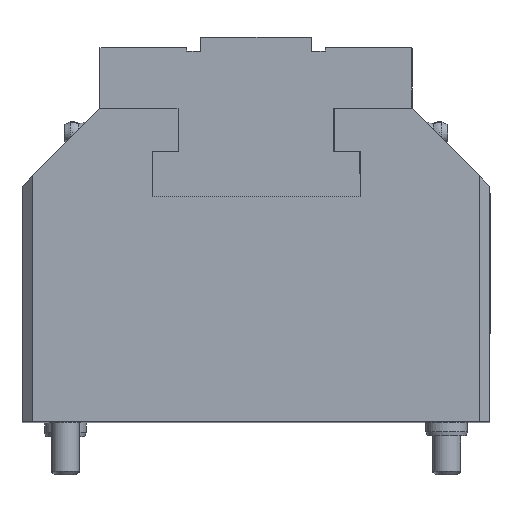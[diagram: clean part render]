
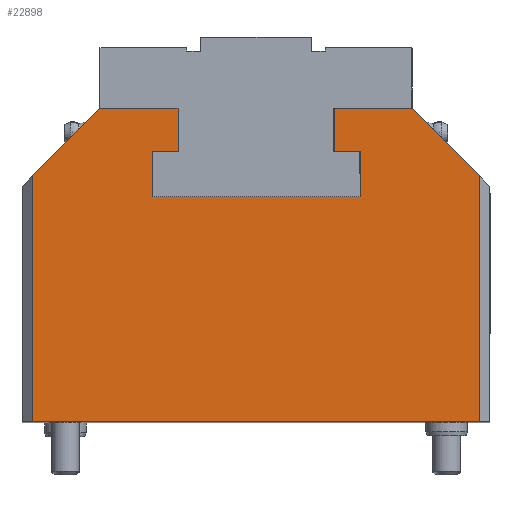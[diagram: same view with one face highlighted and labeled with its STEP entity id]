
A CAD part, top view. The second image highlights one B-rep face of the part: STEP entity #22898.
In plain terms, the highlighted planar face has unit normal (0, 0, 1).
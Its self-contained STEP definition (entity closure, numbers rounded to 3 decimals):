
#7149=CARTESIAN_POINT('',(-34.963,30.641,160.0));
#7150=VERTEX_POINT('',#7149);
#7151=CARTESIAN_POINT('',(-12.463,30.641,160.0));
#7152=VERTEX_POINT('',#7151);
#7153=CARTESIAN_POINT('',(-34.963,30.641,160.0));
#7154=DIRECTION('',(1.0,0.0,0.0));
#7155=VECTOR('',#7154,22.5);
#7156=LINE('',#7153,#7155);
#7157=EDGE_CURVE('',#7150,#7152,#7156,.T.);
#7189=CARTESIAN_POINT('',(-12.463,18.141,160.0));
#7190=VERTEX_POINT('',#7189);
#7191=CARTESIAN_POINT('',(-12.463,30.641,160.0));
#7192=DIRECTION('',(0.0,-1.0,0.0));
#7193=VECTOR('',#7192,12.5);
#7194=LINE('',#7191,#7193);
#7195=EDGE_CURVE('',#7152,#7190,#7194,.T.);
#7220=CARTESIAN_POINT('',(-19.963,18.141,160.0));
#7221=VERTEX_POINT('',#7220);
#7222=CARTESIAN_POINT('',(-12.463,18.141,160.0));
#7223=DIRECTION('',(-1.0,0.0,0.0));
#7224=VECTOR('',#7223,7.5);
#7225=LINE('',#7222,#7224);
#7226=EDGE_CURVE('',#7190,#7221,#7225,.T.);
#7251=CARTESIAN_POINT('',(-19.963,5.141,160.0));
#7252=VERTEX_POINT('',#7251);
#7253=CARTESIAN_POINT('',(-19.963,18.141,160.0));
#7254=DIRECTION('',(0.0,-1.0,0.0));
#7255=VECTOR('',#7254,13.);
#7256=LINE('',#7253,#7255);
#7257=EDGE_CURVE('',#7221,#7252,#7256,.T.);
#7282=CARTESIAN_POINT('',(40.037,5.141,160.0));
#7283=VERTEX_POINT('',#7282);
#7284=CARTESIAN_POINT('',(-19.963,5.141,160.0));
#7285=DIRECTION('',(1.0,0.0,0.0));
#7286=VECTOR('',#7285,60.0);
#7287=LINE('',#7284,#7286);
#7288=EDGE_CURVE('',#7252,#7283,#7287,.T.);
#7313=CARTESIAN_POINT('',(40.037,18.141,160.0));
#7314=VERTEX_POINT('',#7313);
#7315=CARTESIAN_POINT('',(40.037,5.141,160.0));
#7316=DIRECTION('',(0.0,1.0,0.0));
#7317=VECTOR('',#7316,13.);
#7318=LINE('',#7315,#7317);
#7319=EDGE_CURVE('',#7283,#7314,#7318,.T.);
#7344=CARTESIAN_POINT('',(32.537,18.141,160.0));
#7345=VERTEX_POINT('',#7344);
#7346=CARTESIAN_POINT('',(40.037,18.141,160.0));
#7347=DIRECTION('',(-1.0,0.0,0.0));
#7348=VECTOR('',#7347,7.5);
#7349=LINE('',#7346,#7348);
#7350=EDGE_CURVE('',#7314,#7345,#7349,.T.);
#7375=CARTESIAN_POINT('',(32.537,30.641,160.0));
#7376=VERTEX_POINT('',#7375);
#7377=CARTESIAN_POINT('',(32.537,18.141,160.0));
#7378=DIRECTION('',(0.0,1.0,0.0));
#7379=VECTOR('',#7378,12.5);
#7380=LINE('',#7377,#7379);
#7381=EDGE_CURVE('',#7345,#7376,#7380,.T.);
#8149=CARTESIAN_POINT('',(55.037,30.641,160.0));
#8150=VERTEX_POINT('',#8149);
#8380=CARTESIAN_POINT('',(32.537,30.641,160.0));
#8381=DIRECTION('',(1.0,0.0,0.0));
#8382=VECTOR('',#8381,22.5);
#8383=LINE('',#8380,#8382);
#8384=EDGE_CURVE('',#7376,#8150,#8383,.T.);
#15563=CARTESIAN_POINT('',(-54.463,-59.859,160.0));
#15564=VERTEX_POINT('',#15563);
#15611=CARTESIAN_POINT('',(74.537,-59.859,160.0));
#15612=VERTEX_POINT('',#15611);
#15619=CARTESIAN_POINT('',(74.537,-59.859,160.0));
#15620=DIRECTION('',(-1.0,0.0,0.0));
#15621=VECTOR('',#15620,129.);
#15622=LINE('',#15619,#15621);
#15623=EDGE_CURVE('',#15612,#15564,#15622,.T.);
#16723=CARTESIAN_POINT('',(74.537,11.141,160.0));
#16724=VERTEX_POINT('',#16723);
#16731=CARTESIAN_POINT('',(74.537,11.141,160.0));
#16732=DIRECTION('',(0.0,-1.0,0.0));
#16733=VECTOR('',#16732,71.);
#16734=LINE('',#16731,#16733);
#16735=EDGE_CURVE('',#16724,#15612,#16734,.T.);
#16818=CARTESIAN_POINT('',(-54.463,11.141,160.0));
#16819=VERTEX_POINT('',#16818);
#16826=CARTESIAN_POINT('',(-34.963,30.641,160.0));
#16827=DIRECTION('',(-0.707,-0.707,0.0));
#16828=VECTOR('',#16827,27.577);
#16829=LINE('',#16826,#16828);
#16830=EDGE_CURVE('',#7150,#16819,#16829,.T.);
#16881=CARTESIAN_POINT('',(74.537,11.141,160.0));
#16882=DIRECTION('',(-0.707,0.707,0.0));
#16883=VECTOR('',#16882,27.577);
#16884=LINE('',#16881,#16883);
#16885=EDGE_CURVE('',#16724,#8150,#16884,.T.);
#22872=CARTESIAN_POINT('',(10.037,-7.954,160.0));
#22873=DIRECTION('',(0.0,0.0,1.0));
#22874=DIRECTION('',(1.0,0.0,0.0));
#22875=AXIS2_PLACEMENT_3D('',#22872,#22873,#22874);
#22876=PLANE('',#22875);
#22877=ORIENTED_EDGE('',*,*,#16830,.T.);
#22878=CARTESIAN_POINT('',(-54.463,-59.859,160.0));
#22879=DIRECTION('',(0.0,1.0,0.0));
#22880=VECTOR('',#22879,71.0);
#22881=LINE('',#22878,#22880);
#22882=EDGE_CURVE('',#15564,#16819,#22881,.T.);
#22883=ORIENTED_EDGE('',*,*,#22882,.F.);
#22884=ORIENTED_EDGE('',*,*,#15623,.F.);
#22885=ORIENTED_EDGE('',*,*,#16735,.F.);
#22886=ORIENTED_EDGE('',*,*,#16885,.T.);
#22887=ORIENTED_EDGE('',*,*,#8384,.F.);
#22888=ORIENTED_EDGE('',*,*,#7381,.F.);
#22889=ORIENTED_EDGE('',*,*,#7350,.F.);
#22890=ORIENTED_EDGE('',*,*,#7319,.F.);
#22891=ORIENTED_EDGE('',*,*,#7288,.F.);
#22892=ORIENTED_EDGE('',*,*,#7257,.F.);
#22893=ORIENTED_EDGE('',*,*,#7226,.F.);
#22894=ORIENTED_EDGE('',*,*,#7195,.F.);
#22895=ORIENTED_EDGE('',*,*,#7157,.F.);
#22896=EDGE_LOOP('',(#22877,#22883,#22884,#22885,#22886,#22887,#22888,#22889,#22890,#22891,#22892,#22893,#22894,#22895));
#22897=FACE_OUTER_BOUND('',#22896,.T.);
#22898=ADVANCED_FACE('',(#22897),#22876,.T.);
